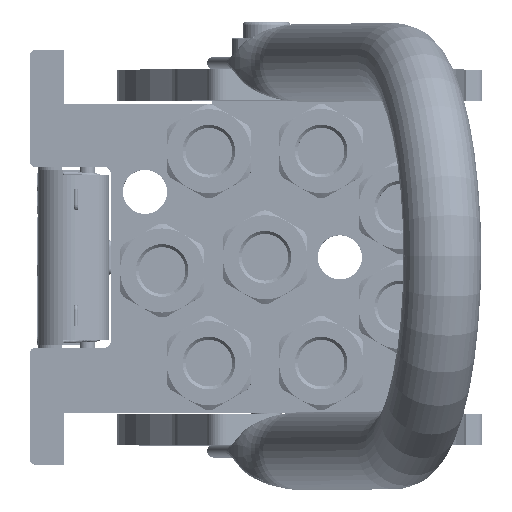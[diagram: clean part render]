
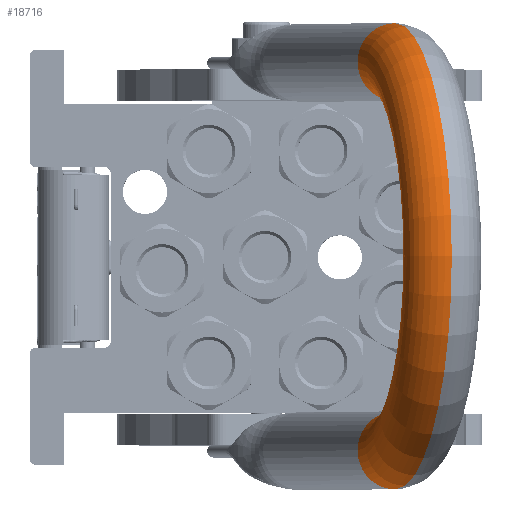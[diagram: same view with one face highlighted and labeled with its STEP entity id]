
A CAD part, top view. The second image highlights one B-rep face of the part: STEP entity #18716.
In plain terms, the highlighted toroidal (fillet/blend) face has major radius 62.25 mm and minor radius 12.5 mm.
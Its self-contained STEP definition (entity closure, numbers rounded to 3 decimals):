
#1235 = DIRECTION ( 'NONE',  ( 0., 1., 0. ) ) ;
#2677 = FACE_OUTER_BOUND ( 'NONE', #127325, .T. ) ;
#5081 = DIRECTION ( 'NONE',  ( -1., 0., 0. ) ) ;
#7283 = AXIS2_PLACEMENT_3D ( 'NONE', #109760, #1235, #70307 ) ;
#9199 = AXIS2_PLACEMENT_3D ( 'NONE', #32369, #64092, #123079 ) ;
#10418 = TOROIDAL_SURFACE ( 'NONE', #78806, 62.25, 12.5 ) ;
#10764 = ORIENTED_EDGE ( 'NONE', *, *, #13882, .F. ) ;
#12357 = ORIENTED_EDGE ( 'NONE', *, *, #103706, .T. ) ;
#13882 = EDGE_CURVE ( 'NONE', #54644, #100322, #123117, .T. ) ;
#18152 = ORIENTED_EDGE ( 'NONE', *, *, #100830, .F. ) ;
#18716 = ADVANCED_FACE ( 'NONE', ( #2677 ), #10418, .T. ) ;
#19510 = DIRECTION ( 'NONE',  ( 0., 1., 0. ) ) ;
#21760 = CARTESIAN_POINT ( 'NONE',  ( 74.75, 0., 125.25 ) ) ;
#24266 = CIRCLE ( 'NONE', #9199, 12.5 ) ;
#25705 = CARTESIAN_POINT ( 'NONE',  ( 49.75, 0., 125.25 ) ) ;
#29746 = EDGE_CURVE ( 'NONE', #70951, #100322, #97620, .T. ) ;
#31278 = DIRECTION ( 'NONE',  ( -1., 0., 0. ) ) ;
#32369 = CARTESIAN_POINT ( 'NONE',  ( -62.25, 0., 125.25 ) ) ;
#52247 = CARTESIAN_POINT ( 'NONE',  ( -74.75, 0., 125.25 ) ) ;
#54644 = VERTEX_POINT ( 'NONE', #25705 ) ;
#55825 = CIRCLE ( 'NONE', #7283, 49.75 ) ;
#58386 = ORIENTED_EDGE ( 'NONE', *, *, #29746, .T. ) ;
#64092 = DIRECTION ( 'NONE',  ( 0., 0., 1. ) ) ;
#65453 = DIRECTION ( 'NONE',  ( 0., 0., -1. ) ) ;
#68633 = DIRECTION ( 'NONE',  ( 1., 0., 0. ) ) ;
#70307 = DIRECTION ( 'NONE',  ( -1., 0., 0. ) ) ;
#70951 = VERTEX_POINT ( 'NONE', #52247 ) ;
#72536 = DIRECTION ( 'NONE',  ( 0., 1., 0. ) ) ;
#72551 = VERTEX_POINT ( 'NONE', #119458 ) ;
#78806 = AXIS2_PLACEMENT_3D ( 'NONE', #127612, #19510, #68633 ) ;
#79588 = AXIS2_PLACEMENT_3D ( 'NONE', #111582, #72536, #31278 ) ;
#94965 = CARTESIAN_POINT ( 'NONE',  ( 62.25, 0., 125.25 ) ) ;
#97620 = CIRCLE ( 'NONE', #79588, 74.75 ) ;
#100322 = VERTEX_POINT ( 'NONE', #21760 ) ;
#100830 = EDGE_CURVE ( 'NONE', #72551, #54644, #55825, .T. ) ;
#102501 = AXIS2_PLACEMENT_3D ( 'NONE', #94965, #65453, #5081 ) ;
#103706 = EDGE_CURVE ( 'NONE', #72551, #70951, #24266, .T. ) ;
#109760 = CARTESIAN_POINT ( 'NONE',  ( 0., 0., 125.25 ) ) ;
#111582 = CARTESIAN_POINT ( 'NONE',  ( 0., 0., 125.25 ) ) ;
#119458 = CARTESIAN_POINT ( 'NONE',  ( -49.75, 0., 125.25 ) ) ;
#123079 = DIRECTION ( 'NONE',  ( 1., 0., 0. ) ) ;
#123117 = CIRCLE ( 'NONE', #102501, 12.5 ) ;
#127325 = EDGE_LOOP ( 'NONE', ( #58386, #10764, #18152, #12357 ) ) ;
#127612 = CARTESIAN_POINT ( 'NONE',  ( 0., 0., 125.25 ) ) ;
